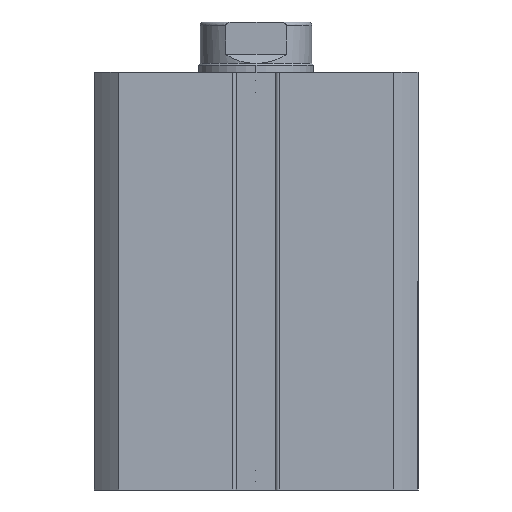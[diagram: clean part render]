
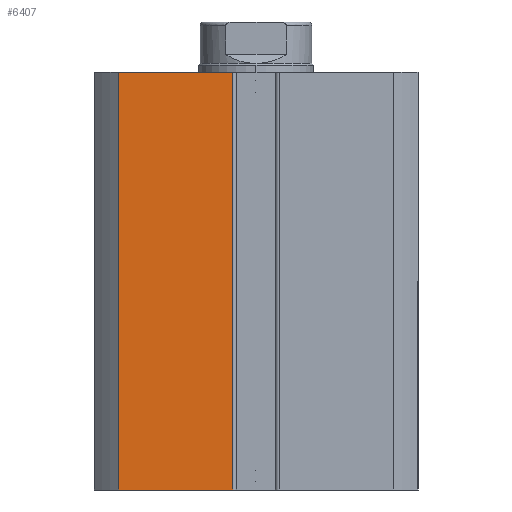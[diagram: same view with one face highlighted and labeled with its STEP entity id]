
A CAD part, front view. The second image highlights one B-rep face of the part: STEP entity #6407.
In plain terms, the highlighted planar face has unit normal (0, -1, 0).
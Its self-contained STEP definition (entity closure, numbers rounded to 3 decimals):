
#234 = DIRECTION ( 'NONE',  ( 1., 0., 0. ) ) ;
#235 = CARTESIAN_POINT ( 'NONE',  ( -22.5, -22.5, 0. ) ) ;
#483 = EDGE_CURVE ( 'NONE', #5226, #5179, #1800, .T. ) ;
#487 = EDGE_CURVE ( 'NONE', #5240, #5241, #1806, .T. ) ;
#536 = EDGE_CURVE ( 'NONE', #5179, #5241, #1885, .T. ) ;
#666 = EDGE_CURVE ( 'NONE', #5226, #5240, #2075, .T. ) ;
#1059 = AXIS2_PLACEMENT_3D ( 'NONE', #3480, #3489, #3490 ) ;
#1800 = LINE ( 'NONE', #3986, #1809 ) ;
#1806 = LINE ( 'NONE', #3952, #1816 ) ;
#1809 = VECTOR ( 'NONE', #3960, 1000. ) ;
#1816 = VECTOR ( 'NONE', #4223, 1000. ) ;
#1885 = LINE ( 'NONE', #4063, #1893 ) ;
#1893 = VECTOR ( 'NONE', #4062, 1000. ) ;
#2075 = LINE ( 'NONE', #235, #2093 ) ;
#2093 = VECTOR ( 'NONE', #234, 1000. ) ;
#2766 = FACE_OUTER_BOUND ( 'NONE', #4819, .T. ) ;
#3476 = PLANE ( 'NONE',  #1059 ) ;
#3480 = CARTESIAN_POINT ( 'NONE',  ( -22.5, -22.5, 58. ) ) ;
#3489 = DIRECTION ( 'NONE',  ( 0., 1., 0. ) ) ;
#3490 = DIRECTION ( 'NONE',  ( 0., 0., 1. ) ) ;
#3952 = CARTESIAN_POINT ( 'NONE',  ( -3.2, -22.5, 58. ) ) ;
#3960 = DIRECTION ( 'NONE',  ( 0., 0., 1. ) ) ;
#3986 = CARTESIAN_POINT ( 'NONE',  ( -19.079, -22.5, 0. ) ) ;
#4062 = DIRECTION ( 'NONE',  ( 1., 0., 0. ) ) ;
#4063 = CARTESIAN_POINT ( 'NONE',  ( -22.5, -22.5, 58. ) ) ;
#4223 = DIRECTION ( 'NONE',  ( 0., 0., 1. ) ) ;
#4819 = EDGE_LOOP ( 'NONE', ( #6824, #6773, #6810, #6815 ) ) ;
#5179 = VERTEX_POINT ( 'NONE', #5829 ) ;
#5226 = VERTEX_POINT ( 'NONE', #5793 ) ;
#5240 = VERTEX_POINT ( 'NONE', #5777 ) ;
#5241 = VERTEX_POINT ( 'NONE', #5776 ) ;
#5776 = CARTESIAN_POINT ( 'NONE',  ( -3.2, -22.5, 58. ) ) ;
#5777 = CARTESIAN_POINT ( 'NONE',  ( -3.2, -22.5, 0. ) ) ;
#5793 = CARTESIAN_POINT ( 'NONE',  ( -19.079, -22.5, 0. ) ) ;
#5829 = CARTESIAN_POINT ( 'NONE',  ( -19.079, -22.5, 58. ) ) ;
#6407 = ADVANCED_FACE ( 'NONE', ( #2766 ), #3476, .F. ) ;
#6773 = ORIENTED_EDGE ( 'NONE', *, *, #666, .T. ) ;
#6810 = ORIENTED_EDGE ( 'NONE', *, *, #487, .T. ) ;
#6815 = ORIENTED_EDGE ( 'NONE', *, *, #536, .F. ) ;
#6824 = ORIENTED_EDGE ( 'NONE', *, *, #483, .F. ) ;
